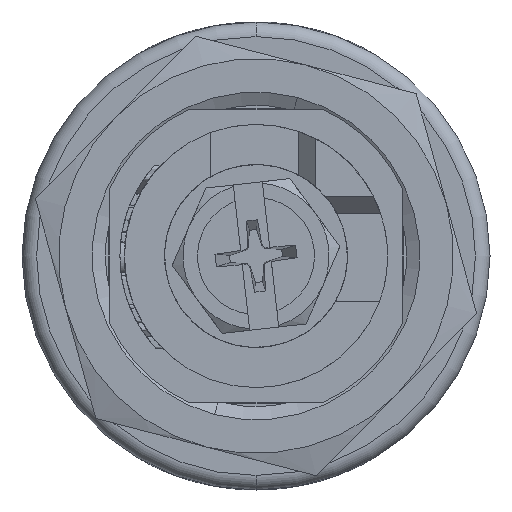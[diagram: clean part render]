
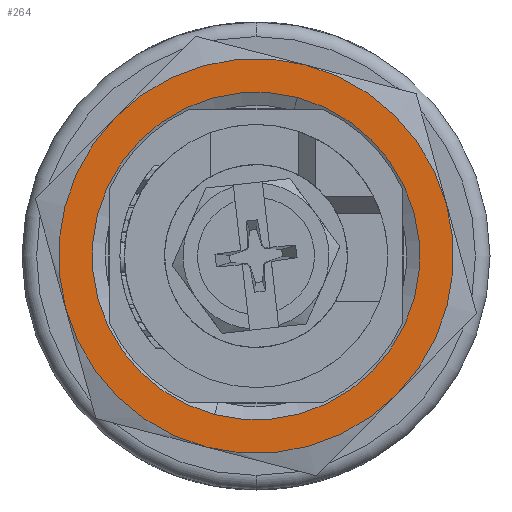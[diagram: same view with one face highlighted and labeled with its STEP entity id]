
A CAD part, front view. The second image highlights one B-rep face of the part: STEP entity #264.
In plain terms, the highlighted planar face has unit normal (0, -1, 0).
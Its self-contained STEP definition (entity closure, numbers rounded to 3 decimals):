
#264 = ADVANCED_FACE ( 'NONE', ( #12301, #5205 ), #16203, .F. ) ;
#414 = CARTESIAN_POINT ( 'NONE',  ( 0., -12.3, 0. ) ) ;
#546 = VERTEX_POINT ( 'NONE', #2010 ) ;
#602 = CIRCLE ( 'NONE', #14573, 13.5 ) ;
#1122 = EDGE_CURVE ( 'NONE', #3102, #16892, #6015, .T. ) ;
#1261 = ORIENTED_EDGE ( 'NONE', *, *, #15074, .T. ) ;
#1307 = CIRCLE ( 'NONE', #8309, 13.5 ) ;
#1469 = CARTESIAN_POINT ( 'NONE',  ( 0., -12.3, 0. ) ) ;
#1668 = ORIENTED_EDGE ( 'NONE', *, *, #1122, .T. ) ;
#1740 = DIRECTION ( 'NONE',  ( 0.252, 0., 0.968 ) ) ;
#2010 = CARTESIAN_POINT ( 'NONE',  ( 3.406, -12.3, 13.063 ) ) ;
#2487 = CARTESIAN_POINT ( 'NONE',  ( 0., -12.3, 0. ) ) ;
#2808 = DIRECTION ( 'NONE',  ( 0.252, 0., 0.968 ) ) ;
#3102 = VERTEX_POINT ( 'NONE', #16441 ) ;
#3554 = ORIENTED_EDGE ( 'NONE', *, *, #10655, .F. ) ;
#3810 = CARTESIAN_POINT ( 'NONE',  ( 0., -12.3, 0. ) ) ;
#3830 = DIRECTION ( 'NONE',  ( 0.252, 0., 0.968 ) ) ;
#4185 = AXIS2_PLACEMENT_3D ( 'NONE', #9667, #9696, #9729 ) ;
#4342 = VERTEX_POINT ( 'NONE', #14365 ) ;
#4408 = CARTESIAN_POINT ( 'NONE',  ( -3.406, -12.3, -13.063 ) ) ;
#4531 = DIRECTION ( 'NONE',  ( 0., 1., 0. ) ) ;
#4604 = CARTESIAN_POINT ( 'NONE',  ( 0., -12.3, 0. ) ) ;
#5178 = DIRECTION ( 'NONE',  ( 0.252, 0., 0.968 ) ) ;
#5205 = FACE_OUTER_BOUND ( 'NONE', #8695, .T. ) ;
#5267 = AXIS2_PLACEMENT_3D ( 'NONE', #1469, #10869, #2808 ) ;
#5269 = EDGE_CURVE ( 'NONE', #17284, #4342, #14598, .T. ) ;
#5746 = CARTESIAN_POINT ( 'NONE',  ( 0., -12.3, 0. ) ) ;
#5960 = DIRECTION ( 'NONE',  ( 0.252, 0., 0.968 ) ) ;
#6015 = CIRCLE ( 'NONE', #4185, 11.2 ) ;
#6864 = EDGE_CURVE ( 'NONE', #4342, #7555, #16025, .T. ) ;
#7103 = DIRECTION ( 'NONE',  ( 0.252, 0., 0.968 ) ) ;
#7222 = VERTEX_POINT ( 'NONE', #15602 ) ;
#7430 = CIRCLE ( 'NONE', #13511, 13.5 ) ;
#7555 = VERTEX_POINT ( 'NONE', #4408 ) ;
#7958 = EDGE_CURVE ( 'NONE', #7555, #7222, #14103, .T. ) ;
#8309 = AXIS2_PLACEMENT_3D ( 'NONE', #414, #9761, #1740 ) ;
#8695 = EDGE_LOOP ( 'NONE', ( #11123, #3554, #12957, #9424, #15242, #10906 ) ) ;
#8834 = EDGE_CURVE ( 'NONE', #7222, #13772, #7430, .T. ) ;
#9424 = ORIENTED_EDGE ( 'NONE', *, *, #7958, .F. ) ;
#9667 = CARTESIAN_POINT ( 'NONE',  ( 0., -12.3, 0. ) ) ;
#9681 = AXIS2_PLACEMENT_3D ( 'NONE', #12535, #4531, #13865 ) ;
#9696 = DIRECTION ( 'NONE',  ( 0., 1., 0. ) ) ;
#9729 = DIRECTION ( 'NONE',  ( 0.252, 0., 0.968 ) ) ;
#9761 = DIRECTION ( 'NONE',  ( 0., 1., 0. ) ) ;
#9820 = AXIS2_PLACEMENT_3D ( 'NONE', #4604, #13940, #5960 ) ;
#10655 = EDGE_CURVE ( 'NONE', #13772, #546, #1307, .T. ) ;
#10869 = DIRECTION ( 'NONE',  ( 0., 1., 0. ) ) ;
#10906 = ORIENTED_EDGE ( 'NONE', *, *, #5269, .F. ) ;
#11123 = ORIENTED_EDGE ( 'NONE', *, *, #13297, .F. ) ;
#11221 = CARTESIAN_POINT ( 'NONE',  ( 13.016, -12.3, 3.582 ) ) ;
#11868 = DIRECTION ( 'NONE',  ( 0., 1., 0. ) ) ;
#12047 = AXIS2_PLACEMENT_3D ( 'NONE', #13288, #13201, #13060 ) ;
#12301 = FACE_BOUND ( 'NONE', #15989, .T. ) ;
#12314 = CARTESIAN_POINT ( 'NONE',  ( -9.61, -12.3, 9.481 ) ) ;
#12535 = CARTESIAN_POINT ( 'NONE',  ( 0., -12.3, 0. ) ) ;
#12957 = ORIENTED_EDGE ( 'NONE', *, *, #8834, .F. ) ;
#13060 = DIRECTION ( 'NONE',  ( 0.252, 0., 0.968 ) ) ;
#13156 = DIRECTION ( 'NONE',  ( 0., 1., 0. ) ) ;
#13201 = DIRECTION ( 'NONE',  ( 0., 1., 0. ) ) ;
#13288 = CARTESIAN_POINT ( 'NONE',  ( 10.948, -12.3, 11.097 ) ) ;
#13297 = EDGE_CURVE ( 'NONE', #546, #17284, #602, .T. ) ;
#13511 = AXIS2_PLACEMENT_3D ( 'NONE', #2487, #11868, #3830 ) ;
#13772 = VERTEX_POINT ( 'NONE', #12314 ) ;
#13865 = DIRECTION ( 'NONE',  ( 0.252, 0., 0.968 ) ) ;
#13940 = DIRECTION ( 'NONE',  ( 0., 1., 0. ) ) ;
#14103 = CIRCLE ( 'NONE', #5267, 13.5 ) ;
#14365 = CARTESIAN_POINT ( 'NONE',  ( 9.61, -12.3, -9.481 ) ) ;
#14573 = AXIS2_PLACEMENT_3D ( 'NONE', #5746, #15054, #7103 ) ;
#14598 = CIRCLE ( 'NONE', #9681, 13.5 ) ;
#14699 = AXIS2_PLACEMENT_3D ( 'NONE', #3810, #13156, #5178 ) ;
#15054 = DIRECTION ( 'NONE',  ( 0., 1., 0. ) ) ;
#15074 = EDGE_CURVE ( 'NONE', #16892, #3102, #16087, .T. ) ;
#15242 = ORIENTED_EDGE ( 'NONE', *, *, #6864, .F. ) ;
#15602 = CARTESIAN_POINT ( 'NONE',  ( -13.016, -12.3, -3.582 ) ) ;
#15645 = CARTESIAN_POINT ( 'NONE',  ( 2.826, -12.3, 10.838 ) ) ;
#15989 = EDGE_LOOP ( 'NONE', ( #1668, #1261 ) ) ;
#16025 = CIRCLE ( 'NONE', #9820, 13.5 ) ;
#16087 = CIRCLE ( 'NONE', #14699, 11.2 ) ;
#16203 = PLANE ( 'NONE',  #12047 ) ;
#16441 = CARTESIAN_POINT ( 'NONE',  ( -2.826, -12.3, -10.838 ) ) ;
#16892 = VERTEX_POINT ( 'NONE', #15645 ) ;
#17284 = VERTEX_POINT ( 'NONE', #11221 ) ;
